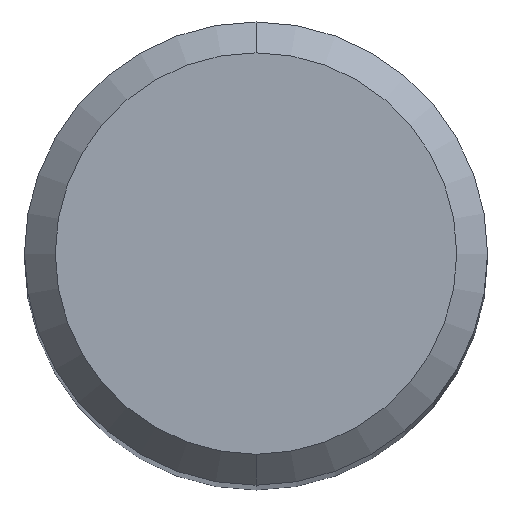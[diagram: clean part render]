
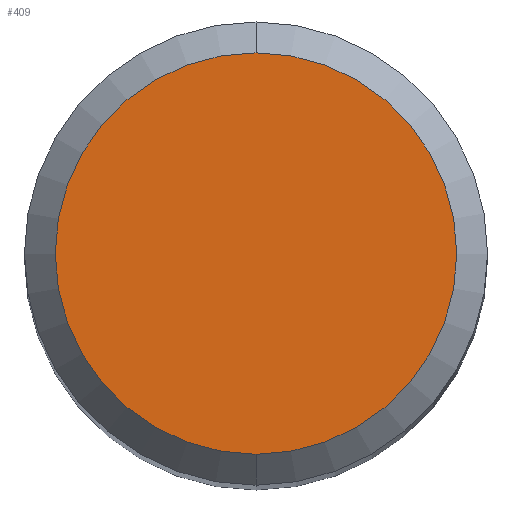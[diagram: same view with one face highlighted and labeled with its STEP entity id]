
A CAD part, top view. The second image highlights one B-rep face of the part: STEP entity #409.
In plain terms, the highlighted planar face has unit normal (0, 0, 1).
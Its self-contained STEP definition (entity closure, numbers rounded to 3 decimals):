
#219=VERTEX_POINT('',#518);
#231=EDGE_CURVE('',#219,#293,#531,.T.);
#293=VERTEX_POINT('',#598);
#385=EDGE_CURVE('',#293,#219,#698,.T.);
#409=ADVANCED_FACE('',(#723),#724,.T.);
#518=CARTESIAN_POINT('',(0.,-2.6,0.0));
#531=CIRCLE('',#917,2.6);
#598=CARTESIAN_POINT('',(0.0,2.6,0.0));
#698=CIRCLE('',#1280,2.6);
#723=FACE_OUTER_BOUND('',#1320,.T.);
#724=PLANE('',#1321);
#917=AXIS2_PLACEMENT_3D('',#1467,#1468,#1469);
#1280=AXIS2_PLACEMENT_3D('',#1645,#1646,#1647);
#1320=EDGE_LOOP('',(#1669,#1670));
#1321=AXIS2_PLACEMENT_3D('',#1671,#1672,#1673);
#1467=CARTESIAN_POINT('',(0.0,0.0,0.0));
#1468=DIRECTION('',(0.0,0.0,-1.0));
#1469=DIRECTION('',(0.0,1.0,0.0));
#1645=CARTESIAN_POINT('',(0.0,0.0,0.0));
#1646=DIRECTION('',(0.0,0.0,-1.0));
#1647=DIRECTION('',(0.0,1.0,0.0));
#1669=ORIENTED_EDGE('',*,*,#385,.F.);
#1670=ORIENTED_EDGE('',*,*,#231,.F.);
#1671=CARTESIAN_POINT('',(0.0,1.3,0.0));
#1672=DIRECTION('',(-0.0,0.0,1.0));
#1673=DIRECTION('',(0.0,-1.0,0.0));
